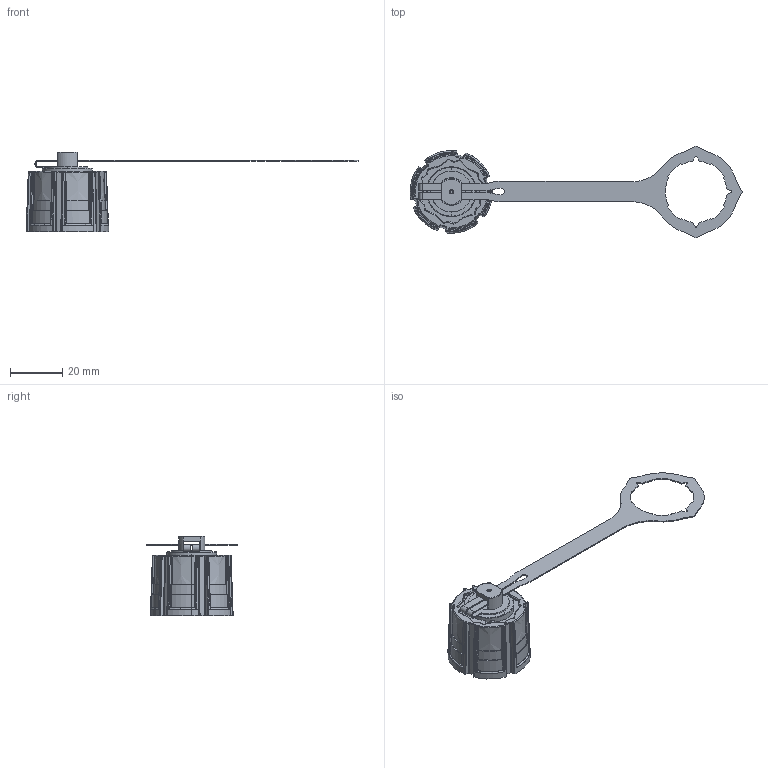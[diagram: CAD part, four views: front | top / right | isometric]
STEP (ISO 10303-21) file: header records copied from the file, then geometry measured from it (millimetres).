
FILE_DESCRIPTION (( 'STEP AP214' ), '1' );
FILE_NAME ('FOC-IPADCAP.step', '2020-06-10T01:27:35', ( '' ), ( '' ), 'SwSTEP 2.0', 'SolidWorks 2018', '' );
FILE_SCHEMA (( 'AUTOMOTIVE_DESIGN' ));
Length unit declared in the file: inch
Products named in the file (1): FOC-IPADCAP
Bounding box: 126.68 x 35.1 x 30.33 mm (x, y, z)
Volume: 15861.9 mm3; surface area: 6945.3 mm2
Topology: 1 solids, 1 shells, 468 faces, 1251 edges, 759 vertices
Faces by surface type: bspline 158, plane 118, cylinder 94, cone 43, torus 31, sphere 24
Entity records: 17707 total; most frequent: CARTESIAN_POINT 7525, ORIENTED_EDGE 2454, DIRECTION 1729, EDGE_CURVE 1227, VERTEX_POINT 759, AXIS2_PLACEMENT_3D 655, EDGE_LOOP 478, ADVANCED_FACE 468
